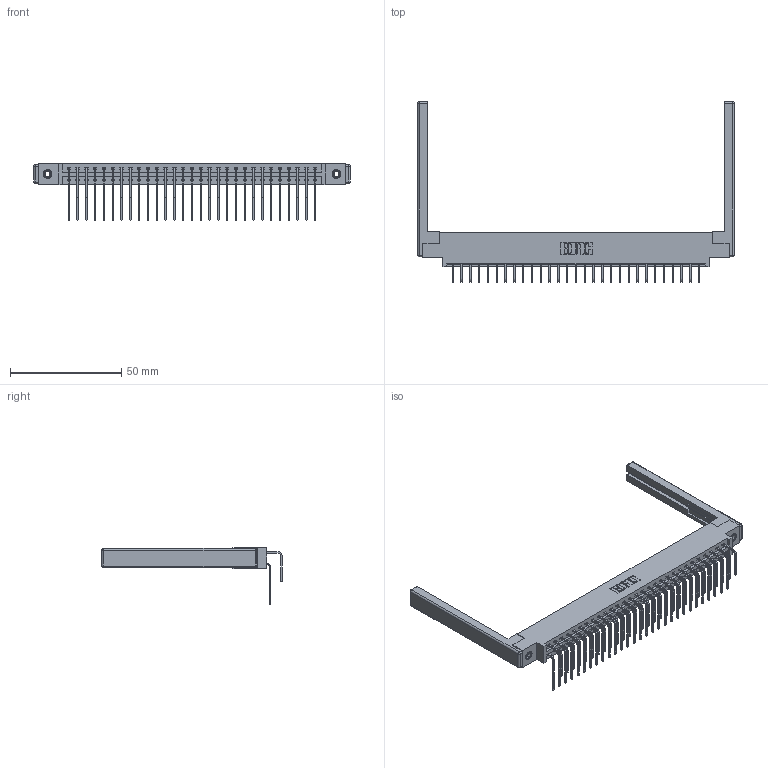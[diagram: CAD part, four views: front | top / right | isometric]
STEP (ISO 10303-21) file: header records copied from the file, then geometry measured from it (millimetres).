
FILE_DESCRIPTION (( 'STEP AP203' ), '1' );
FILE_NAME ('337-058-558-868.STEP', '2019-10-11T21:07:03', ( '' ), ( '' ), 'SwSTEP 2.0', 'SolidWorks 2016', '' );
FILE_SCHEMA (( 'CONFIG_CONTROL_DESIGN' ));
Length unit declared in the file: inch
Products named in the file (6): 307-220-068; 337 Part_0.170 Offset - 0.156 Dia-TI; 345-292-001_558 559 Tail - 1; 345-292-001_558 Tail - 2; 337-058-558-868; 345-250-001_345-250-001-102
Assembly tree (63 placements, depth 2):
  337-058-558-868
    337 Part_0.170 Offset - 0.156 Dia-TI
    345-292-001_558 559 Tail - 1  x29
    345-292-001_558 Tail - 2  x29
    345-250-001_345-250-001-102  x2
    307-220-068  x2
Bounding box: 142.34 x 81.22 x 25.53 mm (x, y, z)
Volume: 19429.9 mm3; surface area: 22704.5 mm2
Topology: 63 solids, 63 shells, 3520 faces, 10399 edges, 6834 vertices
Faces by surface type: plane 2482, cylinder 1014, cone 12, sphere 8, torus 4
Entity records: 28842 total; most frequent: CARTESIAN_POINT 4882, ORIENTED_EDGE 4756, DIRECTION 4228, EDGE_CURVE 2378, VECTOR 2160, LINE 2160, VERTEX_POINT 1574, AXIS2_PLACEMENT_3D 1034
